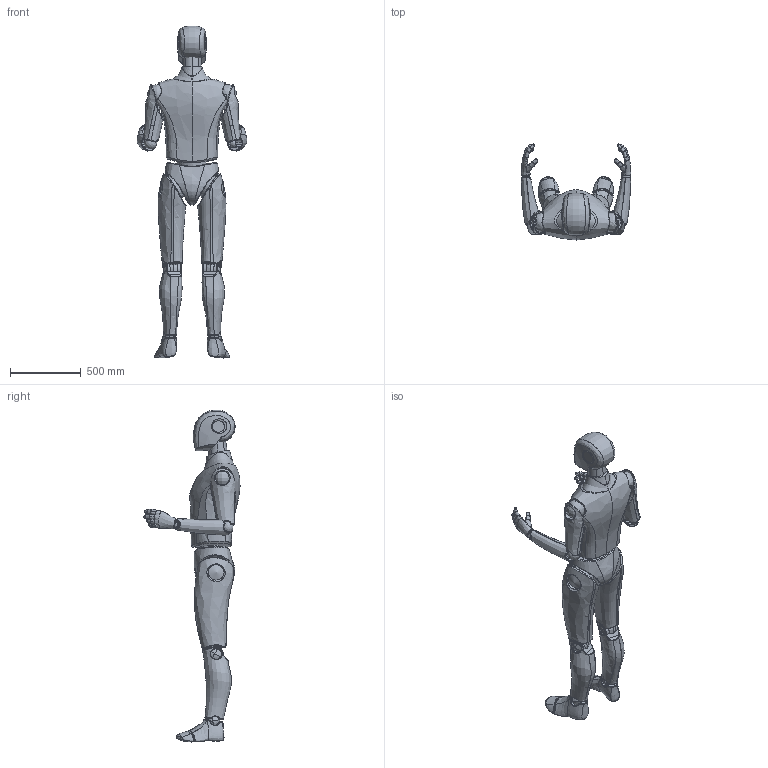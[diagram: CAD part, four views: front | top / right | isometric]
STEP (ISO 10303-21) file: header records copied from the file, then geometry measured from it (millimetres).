
FILE_DESCRIPTION(('FreeCAD Model'),'2;1');
FILE_NAME('Open CASCADE Shape Model','2025-05-04T02:29:28',('FreeCAD'),( 'FreeCAD'),'Open CASCADE STEP processor 7.6','FreeCAD','Unknown');
FILE_SCHEMA(('AUTOMOTIVE_DESIGN { 1 0 10303 214 1 1 1 1 }'));
Products named in the file (1): Open CASCADE STEP translator 7.6 1
Bounding box: 779.5 x 681.52 x 2353.43 mm (x, y, z)
Surface area: 4353484.5 mm2 (no closed solid volume)
Topology: 0 solids, 328 shells, 767 faces, 3582 edges, 3025 vertices
Faces by surface type: bspline 767
Entity records: 107637 total; most frequent: CARTESIAN_POINT 89582, ORIENTED_EDGE 4825, EDGE_CURVE 3465, B_SPLINE_CURVE_WITH_KNOTS 3209, VERTEX_POINT 3017, FACE_BOUND 787, EDGE_LOOP 779, ADVANCED_FACE 767
